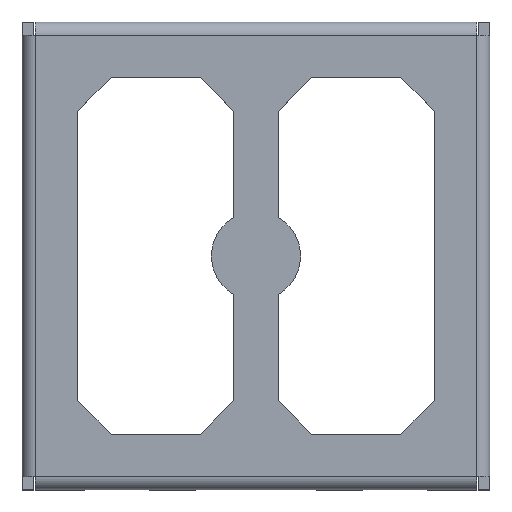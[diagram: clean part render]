
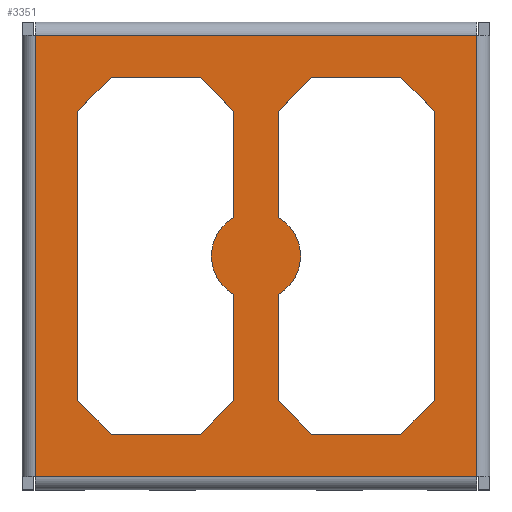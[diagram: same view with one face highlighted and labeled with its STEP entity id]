
A CAD part, top view. The second image highlights one B-rep face of the part: STEP entity #3351.
In plain terms, the highlighted planar face has unit normal (0, 0, 1).
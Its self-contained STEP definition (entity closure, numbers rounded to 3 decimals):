
#78=PLANE('',#3592);
#111=LINE('',#4423,#355);
#114=LINE('',#4433,#358);
#118=LINE('',#4442,#362);
#125=LINE('',#4462,#369);
#128=LINE('',#4467,#372);
#175=LINE('',#4628,#419);
#191=LINE('',#4673,#435);
#195=LINE('',#4683,#439);
#197=LINE('',#4691,#441);
#210=LINE('',#4731,#454);
#256=LINE('',#4868,#500);
#257=LINE('',#4870,#501);
#292=LINE('',#4975,#536);
#295=LINE('',#4982,#539);
#299=LINE('',#4990,#543);
#302=LINE('',#4996,#546);
#305=LINE('',#5002,#549);
#306=LINE('',#5004,#550);
#307=LINE('',#5006,#551);
#308=LINE('',#5008,#552);
#309=LINE('',#5009,#553);
#310=LINE('',#5010,#554);
#355=VECTOR('',#3675,1000.);
#358=VECTOR('',#3686,1000.);
#362=VECTOR('',#3692,1000.);
#369=VECTOR('',#3707,1000.);
#372=VECTOR('',#3712,1000.);
#419=VECTOR('',#3865,1000.);
#435=VECTOR('',#3913,1000.);
#439=VECTOR('',#3927,1000.);
#441=VECTOR('',#3937,1000.);
#454=VECTOR('',#3976,1000.);
#500=VECTOR('',#4118,1000.);
#501=VECTOR('',#4121,1000.);
#536=VECTOR('',#4234,1000.);
#539=VECTOR('',#4239,1000.);
#543=VECTOR('',#4245,1000.);
#546=VECTOR('',#4250,1000.);
#549=VECTOR('',#4255,1000.);
#550=VECTOR('',#4258,1000.);
#551=VECTOR('',#4259,1000.);
#552=VECTOR('',#4260,1000.);
#553=VECTOR('',#4261,1000.);
#554=VECTOR('',#4262,1000.);
#1066=ORIENTED_EDGE('',*,*,#1618,.F.);
#1067=ORIENTED_EDGE('',*,*,#1619,.T.);
#1068=ORIENTED_EDGE('',*,*,#1620,.F.);
#1069=ORIENTED_EDGE('',*,*,#1466,.F.);
#1070=ORIENTED_EDGE('',*,*,#1604,.F.);
#1071=ORIENTED_EDGE('',*,*,#1621,.T.);
#1072=ORIENTED_EDGE('',*,*,#1607,.F.);
#1073=ORIENTED_EDGE('',*,*,#1611,.T.);
#1074=ORIENTED_EDGE('',*,*,#1614,.F.);
#1075=ORIENTED_EDGE('',*,*,#1617,.T.);
#1076=ORIENTED_EDGE('',*,*,#1478,.F.);
#1077=ORIENTED_EDGE('',*,*,#1330,.T.);
#1078=ORIENTED_EDGE('',*,*,#1346,.F.);
#1079=ORIENTED_EDGE('',*,*,#1343,.T.);
#1080=ORIENTED_EDGE('',*,*,#1325,.F.);
#1081=ORIENTED_EDGE('',*,*,#1455,.T.);
#1082=ORIENTED_EDGE('',*,*,#1334,.F.);
#1083=ORIENTED_EDGE('',*,*,#1459,.T.);
#1084=ORIENTED_EDGE('',*,*,#1427,.F.);
#1085=ORIENTED_EDGE('',*,*,#1481,.F.);
#1086=ORIENTED_EDGE('',*,*,#1622,.T.);
#1087=ORIENTED_EDGE('',*,*,#1549,.T.);
#1088=ORIENTED_EDGE('',*,*,#1449,.T.);
#1089=ORIENTED_EDGE('',*,*,#1548,.T.);
#1325=EDGE_CURVE('',#1684,#1685,#111,.T.);
#1330=EDGE_CURVE('',#1688,#1689,#114,.T.);
#1334=EDGE_CURVE('',#1692,#1693,#118,.T.);
#1343=EDGE_CURVE('',#1701,#1685,#125,.T.);
#1346=EDGE_CURVE('',#1701,#1689,#128,.T.);
#1427=EDGE_CURVE('',#1763,#1764,#175,.T.);
#1449=EDGE_CURVE('',#1776,#1775,#191,.T.);
#1455=EDGE_CURVE('',#1684,#1693,#195,.T.);
#1459=EDGE_CURVE('',#1692,#1764,#197,.T.);
#1466=EDGE_CURVE('',#1782,#1783,#1951,.T.);
#1478=EDGE_CURVE('',#1688,#1793,#210,.T.);
#1481=EDGE_CURVE('',#1793,#1763,#1957,.T.);
#1548=EDGE_CURVE('',#1775,#1835,#256,.T.);
#1549=EDGE_CURVE('',#1836,#1776,#257,.T.);
#1604=EDGE_CURVE('',#1866,#1782,#292,.T.);
#1607=EDGE_CURVE('',#1869,#1870,#295,.T.);
#1611=EDGE_CURVE('',#1869,#1872,#299,.T.);
#1614=EDGE_CURVE('',#1874,#1872,#302,.T.);
#1617=EDGE_CURVE('',#1874,#1876,#305,.T.);
#1618=EDGE_CURVE('',#1877,#1876,#306,.T.);
#1619=EDGE_CURVE('',#1877,#1878,#307,.T.);
#1620=EDGE_CURVE('',#1783,#1878,#308,.T.);
#1621=EDGE_CURVE('',#1866,#1870,#309,.T.);
#1622=EDGE_CURVE('',#1835,#1836,#310,.T.);
#1684=VERTEX_POINT('',#4422);
#1685=VERTEX_POINT('',#4424);
#1688=VERTEX_POINT('',#4434);
#1689=VERTEX_POINT('',#4435);
#1692=VERTEX_POINT('',#4443);
#1693=VERTEX_POINT('',#4444);
#1701=VERTEX_POINT('',#4463);
#1763=VERTEX_POINT('',#4629);
#1764=VERTEX_POINT('',#4630);
#1775=VERTEX_POINT('',#4672);
#1776=VERTEX_POINT('',#4674);
#1782=VERTEX_POINT('',#4704);
#1783=VERTEX_POINT('',#4706);
#1793=VERTEX_POINT('',#4732);
#1835=VERTEX_POINT('',#4864);
#1836=VERTEX_POINT('',#4871);
#1866=VERTEX_POINT('',#4974);
#1869=VERTEX_POINT('',#4981);
#1870=VERTEX_POINT('',#4983);
#1872=VERTEX_POINT('',#4989);
#1874=VERTEX_POINT('',#4995);
#1876=VERTEX_POINT('',#5001);
#1877=VERTEX_POINT('',#5005);
#1878=VERTEX_POINT('',#5007);
#1951=CIRCLE('',#3491,2.);
#1957=CIRCLE('',#3502,2.);
#2113=EDGE_LOOP('',(#1066,#1067,#1068,#1069,#1070,#1071,#1072,#1073,#1074,
#1075));
#2114=EDGE_LOOP('',(#1076,#1077,#1078,#1079,#1080,#1081,#1082,#1083,#1084,
#1085));
#2115=EDGE_LOOP('',(#1086,#1087,#1088,#1089));
#2247=FACE_BOUND('',#2113,.T.);
#2248=FACE_BOUND('',#2114,.T.);
#2249=FACE_BOUND('',#2115,.T.);
#3351=ADVANCED_FACE('',(#2247,#2248,#2249),#78,.T.);
#3491=AXIS2_PLACEMENT_3D('',#4705,#3951,#3952);
#3502=AXIS2_PLACEMENT_3D('',#4736,#3982,#3983);
#3592=AXIS2_PLACEMENT_3D('',#5003,#4256,#4257);
#3675=DIRECTION('',(0.,1.,0.));
#3686=DIRECTION('',(0.707,0.707,0.));
#3692=DIRECTION('',(1.,0.,0.));
#3707=DIRECTION('',(0.707,-0.707,0.));
#3712=DIRECTION('',(-1.,0.,0.));
#3865=DIRECTION('',(0.,-1.,0.));
#3913=DIRECTION('',(-1.,0.,0.));
#3927=DIRECTION('',(-0.707,-0.707,0.));
#3937=DIRECTION('',(-0.707,0.707,0.));
#3951=DIRECTION('',(0.,0.,-1.));
#3952=DIRECTION('',(1.,0.,0.));
#3976=DIRECTION('',(0.,-1.,0.));
#3982=DIRECTION('',(0.,0.,-1.));
#3983=DIRECTION('',(1.,0.,0.));
#4118=DIRECTION('',(0.,-1.,0.));
#4121=DIRECTION('',(0.,1.,0.));
#4234=DIRECTION('',(0.,1.,0.));
#4239=DIRECTION('',(1.,0.,0.));
#4245=DIRECTION('',(-0.707,0.707,0.));
#4250=DIRECTION('',(0.,-1.,0.));
#4255=DIRECTION('',(0.707,0.707,0.));
#4256=DIRECTION('',(0.,0.,1.));
#4257=DIRECTION('',(1.,0.,0.));
#4258=DIRECTION('',(-1.,0.,0.));
#4259=DIRECTION('',(0.707,-0.707,0.));
#4260=DIRECTION('',(0.,1.,0.));
#4261=DIRECTION('',(-0.707,-0.707,0.));
#4262=DIRECTION('',(1.,0.,0.));
#4422=CARTESIAN_POINT('',(17.9,3.4,0.));
#4423=CARTESIAN_POINT('',(17.9,11.9,0.));
#4424=CARTESIAN_POINT('',(17.9,16.4,0.));
#4433=CARTESIAN_POINT('',(12.4,17.9,0.));
#4434=CARTESIAN_POINT('',(10.9,16.4,0.));
#4435=CARTESIAN_POINT('',(12.4,17.9,0.));
#4442=CARTESIAN_POINT('',(6.9,1.9,0.));
#4443=CARTESIAN_POINT('',(12.4,1.9,0.));
#4444=CARTESIAN_POINT('',(16.4,1.9,0.));
#4462=CARTESIAN_POINT('',(16.4,17.9,0.));
#4463=CARTESIAN_POINT('',(16.4,17.9,0.));
#4467=CARTESIAN_POINT('',(17.9,17.9,0.));
#4628=CARTESIAN_POINT('',(10.9,1.9,0.));
#4629=CARTESIAN_POINT('',(10.9,8.168,0.));
#4630=CARTESIAN_POINT('',(10.9,3.4,0.));
#4672=CARTESIAN_POINT('',(0.,19.8,0.));
#4673=CARTESIAN_POINT('',(5.,19.8,0.));
#4674=CARTESIAN_POINT('',(19.8,19.8,0.));
#4683=CARTESIAN_POINT('',(17.9,3.4,0.));
#4691=CARTESIAN_POINT('',(10.9,3.4,0.));
#4704=CARTESIAN_POINT('',(8.9,8.168,0.));
#4705=CARTESIAN_POINT('',(9.9,9.9,0.));
#4706=CARTESIAN_POINT('',(8.9,11.632,0.));
#4731=CARTESIAN_POINT('',(10.9,12.191,0.));
#4732=CARTESIAN_POINT('',(10.9,11.632,0.));
#4736=CARTESIAN_POINT('',(9.9,9.9,0.));
#4864=CARTESIAN_POINT('',(0.,0.,0.));
#4868=CARTESIAN_POINT('',(0.,10.,0.));
#4870=CARTESIAN_POINT('',(19.8,19.8,0.));
#4871=CARTESIAN_POINT('',(19.8,0.,0.));
#4974=CARTESIAN_POINT('',(8.9,3.4,0.));
#4975=CARTESIAN_POINT('',(8.9,7.609,0.));
#4981=CARTESIAN_POINT('',(3.4,1.9,0.));
#4982=CARTESIAN_POINT('',(6.9,1.9,0.));
#4983=CARTESIAN_POINT('',(7.4,1.9,0.));
#4989=CARTESIAN_POINT('',(1.9,3.4,0.));
#4990=CARTESIAN_POINT('',(3.4,1.9,0.));
#4995=CARTESIAN_POINT('',(1.9,16.4,0.));
#4996=CARTESIAN_POINT('',(1.9,17.9,0.));
#5001=CARTESIAN_POINT('',(3.4,17.9,0.));
#5002=CARTESIAN_POINT('',(1.9,16.4,0.));
#5003=CARTESIAN_POINT('',(4.4,9.4,0.));
#5004=CARTESIAN_POINT('',(17.9,17.9,0.));
#5005=CARTESIAN_POINT('',(7.4,17.9,0.));
#5006=CARTESIAN_POINT('',(8.9,16.4,0.));
#5007=CARTESIAN_POINT('',(8.9,16.4,0.));
#5008=CARTESIAN_POINT('',(8.9,17.9,0.));
#5009=CARTESIAN_POINT('',(7.4,1.9,0.));
#5010=CARTESIAN_POINT('',(19.8,0.,0.));
